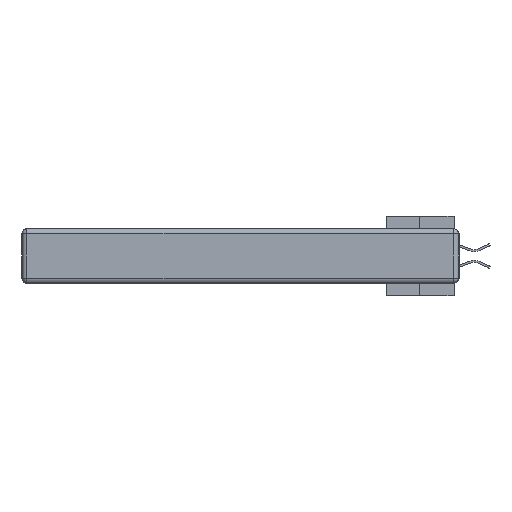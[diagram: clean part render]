
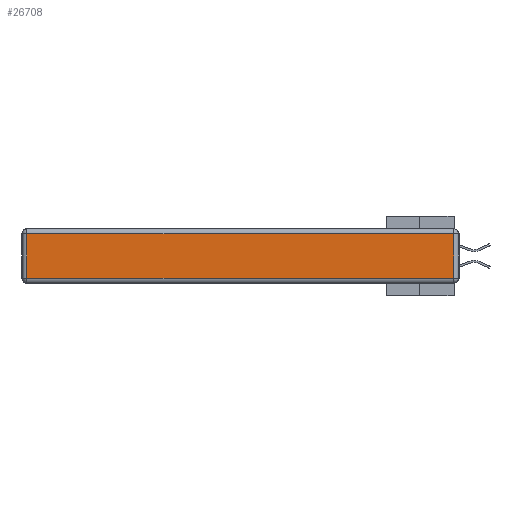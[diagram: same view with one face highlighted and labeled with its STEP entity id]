
A CAD part, left-side view. The second image highlights one B-rep face of the part: STEP entity #26708.
In plain terms, the highlighted planar face has unit normal (-1, 0, 0).
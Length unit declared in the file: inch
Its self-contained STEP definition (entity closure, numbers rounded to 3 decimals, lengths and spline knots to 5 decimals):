
#1672 = LINE ( 'NONE', #17428, #9224 ) ;
#2596 = CARTESIAN_POINT ( 'NONE',  ( 0., 2.72, -0.03 ) ) ;
#3000 = VERTEX_POINT ( 'NONE', #2596 ) ;
#3961 = EDGE_CURVE ( 'NONE', #3000, #13096, #27934, .T. ) ;
#4869 = CARTESIAN_POINT ( 'NONE',  ( 0., 0., -0.313 ) ) ;
#8215 = VECTOR ( 'NONE', #36354, 39.37008 ) ;
#9224 = VECTOR ( 'NONE', #17552, 39.37008 ) ;
#10613 = FACE_OUTER_BOUND ( 'NONE', #15286, .T. ) ;
#12608 = VECTOR ( 'NONE', #27230, 39.37008 ) ;
#12926 = CARTESIAN_POINT ( 'NONE',  ( 0., 0., -0.343 ) ) ;
#13096 = VERTEX_POINT ( 'NONE', #27942 ) ;
#13897 = EDGE_CURVE ( 'NONE', #13096, #21661, #33788, .T. ) ;
#13950 = AXIS2_PLACEMENT_3D ( 'NONE', #12926, #28827, #15433 ) ;
#15286 = EDGE_LOOP ( 'NONE', ( #28958, #40529, #17742, #26679 ) ) ;
#15433 = DIRECTION ( 'NONE',  ( 0., 0., 1. ) ) ;
#16636 = CARTESIAN_POINT ( 'NONE',  ( 0., 0.03, -0.343 ) ) ;
#17428 = CARTESIAN_POINT ( 'NONE',  ( 0., 2.75, -0.03 ) ) ;
#17552 = DIRECTION ( 'NONE',  ( 0., 1., 0. ) ) ;
#17742 = ORIENTED_EDGE ( 'NONE', *, *, #35571, .T. ) ;
#18199 = CARTESIAN_POINT ( 'NONE',  ( 0., 2.72, -0.343 ) ) ;
#21389 = VECTOR ( 'NONE', #30879, 39.37008 ) ;
#21661 = VERTEX_POINT ( 'NONE', #28034 ) ;
#25291 = LINE ( 'NONE', #16636, #8215 ) ;
#25798 = EDGE_CURVE ( 'NONE', #21661, #35757, #25291, .T. ) ;
#26679 = ORIENTED_EDGE ( 'NONE', *, *, #3961, .T. ) ;
#26708 = ADVANCED_FACE ( 'NONE', ( #10613 ), #41536, .T. ) ;
#27230 = DIRECTION ( 'NONE',  ( 0., -1., 0. ) ) ;
#27934 = LINE ( 'NONE', #18199, #21389 ) ;
#27942 = CARTESIAN_POINT ( 'NONE',  ( 0., 2.72, -0.313 ) ) ;
#28034 = CARTESIAN_POINT ( 'NONE',  ( 0., 0.03, -0.313 ) ) ;
#28827 = DIRECTION ( 'NONE',  ( -1., 0., 0. ) ) ;
#28958 = ORIENTED_EDGE ( 'NONE', *, *, #13897, .T. ) ;
#28976 = CARTESIAN_POINT ( 'NONE',  ( 0., 0.03, -0.03 ) ) ;
#30879 = DIRECTION ( 'NONE',  ( 0., 0., -1. ) ) ;
#33788 = LINE ( 'NONE', #4869, #12608 ) ;
#35571 = EDGE_CURVE ( 'NONE', #35757, #3000, #1672, .T. ) ;
#35757 = VERTEX_POINT ( 'NONE', #28976 ) ;
#36354 = DIRECTION ( 'NONE',  ( 0., 0., 1. ) ) ;
#40529 = ORIENTED_EDGE ( 'NONE', *, *, #25798, .T. ) ;
#41536 = PLANE ( 'NONE',  #13950 ) ;
